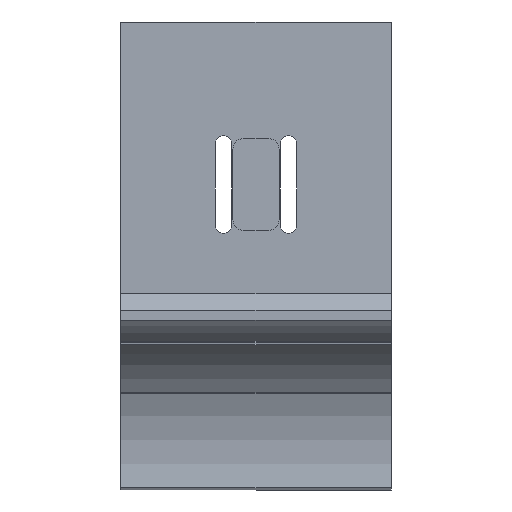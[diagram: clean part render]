
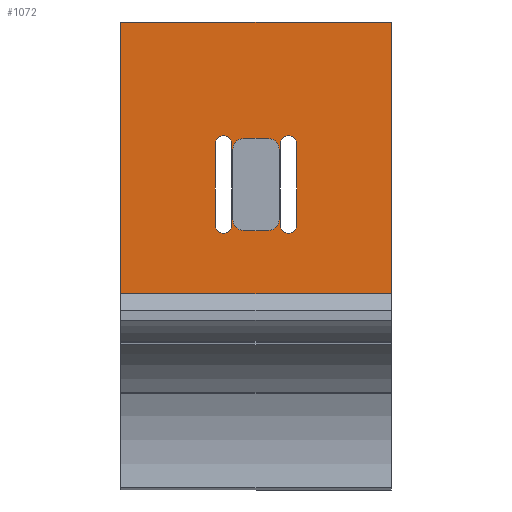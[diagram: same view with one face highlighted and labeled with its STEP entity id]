
A CAD part, left-side view. The second image highlights one B-rep face of the part: STEP entity #1072.
In plain terms, the highlighted planar face has unit normal (-1, 0, 0).
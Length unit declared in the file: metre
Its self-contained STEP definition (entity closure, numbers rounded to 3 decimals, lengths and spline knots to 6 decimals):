
#36=CIRCLE('',#1151,0.0015);
#37=CIRCLE('',#1152,0.0015);
#38=CIRCLE('',#1153,0.0015);
#39=CIRCLE('',#1154,0.0015);
#40=CIRCLE('',#1155,0.002);
#41=CIRCLE('',#1156,0.002);
#42=CIRCLE('',#1157,0.002);
#43=CIRCLE('',#1158,0.002);
#93=ORIENTED_EDGE('',*,*,#409,.T.);
#94=ORIENTED_EDGE('',*,*,#410,.T.);
#95=ORIENTED_EDGE('',*,*,#391,.F.);
#96=ORIENTED_EDGE('',*,*,#411,.T.);
#97=ORIENTED_EDGE('',*,*,#412,.F.);
#98=ORIENTED_EDGE('',*,*,#413,.F.);
#99=ORIENTED_EDGE('',*,*,#414,.T.);
#100=ORIENTED_EDGE('',*,*,#415,.F.);
#101=ORIENTED_EDGE('',*,*,#416,.F.);
#102=ORIENTED_EDGE('',*,*,#417,.F.);
#103=ORIENTED_EDGE('',*,*,#418,.F.);
#104=ORIENTED_EDGE('',*,*,#419,.F.);
#105=ORIENTED_EDGE('',*,*,#420,.T.);
#106=ORIENTED_EDGE('',*,*,#421,.F.);
#107=ORIENTED_EDGE('',*,*,#422,.T.);
#108=ORIENTED_EDGE('',*,*,#423,.F.);
#109=ORIENTED_EDGE('',*,*,#424,.F.);
#110=ORIENTED_EDGE('',*,*,#425,.F.);
#111=ORIENTED_EDGE('',*,*,#426,.F.);
#112=ORIENTED_EDGE('',*,*,#427,.F.);
#391=EDGE_CURVE('',#549,#550,#649,.T.);
#409=EDGE_CURVE('',#567,#568,#663,.T.);
#410=EDGE_CURVE('',#568,#550,#664,.T.);
#411=EDGE_CURVE('',#549,#567,#665,.T.);
#412=EDGE_CURVE('',#569,#570,#666,.T.);
#413=EDGE_CURVE('',#571,#569,#36,.F.);
#414=EDGE_CURVE('',#571,#572,#667,.T.);
#415=EDGE_CURVE('',#570,#572,#37,.F.);
#416=EDGE_CURVE('',#573,#574,#38,.F.);
#417=EDGE_CURVE('',#575,#573,#668,.T.);
#418=EDGE_CURVE('',#576,#575,#39,.F.);
#419=EDGE_CURVE('',#574,#576,#669,.T.);
#420=EDGE_CURVE('',#577,#578,#670,.T.);
#421=EDGE_CURVE('',#579,#578,#40,.T.);
#422=EDGE_CURVE('',#579,#580,#671,.T.);
#423=EDGE_CURVE('',#581,#580,#41,.T.);
#424=EDGE_CURVE('',#582,#581,#672,.T.);
#425=EDGE_CURVE('',#583,#582,#42,.T.);
#426=EDGE_CURVE('',#584,#583,#673,.T.);
#427=EDGE_CURVE('',#577,#584,#43,.T.);
#549=VERTEX_POINT('',#1568);
#550=VERTEX_POINT('',#1570);
#567=VERTEX_POINT('',#1606);
#568=VERTEX_POINT('',#1607);
#569=VERTEX_POINT('',#1611);
#570=VERTEX_POINT('',#1612);
#571=VERTEX_POINT('',#1614);
#572=VERTEX_POINT('',#1616);
#573=VERTEX_POINT('',#1619);
#574=VERTEX_POINT('',#1620);
#575=VERTEX_POINT('',#1622);
#576=VERTEX_POINT('',#1624);
#577=VERTEX_POINT('',#1627);
#578=VERTEX_POINT('',#1628);
#579=VERTEX_POINT('',#1630);
#580=VERTEX_POINT('',#1632);
#581=VERTEX_POINT('',#1634);
#582=VERTEX_POINT('',#1636);
#583=VERTEX_POINT('',#1638);
#584=VERTEX_POINT('',#1640);
#649=LINE('',#1569,#775);
#663=LINE('',#1605,#789);
#664=LINE('',#1608,#790);
#665=LINE('',#1609,#791);
#666=LINE('',#1610,#792);
#667=LINE('',#1615,#793);
#668=LINE('',#1621,#794);
#669=LINE('',#1625,#795);
#670=LINE('',#1626,#796);
#671=LINE('',#1631,#797);
#672=LINE('',#1635,#798);
#673=LINE('',#1639,#799);
#775=VECTOR('',#1253,1.);
#789=VECTOR('',#1277,1.);
#790=VECTOR('',#1278,1.);
#791=VECTOR('',#1279,1.);
#792=VECTOR('',#1280,1.);
#793=VECTOR('',#1283,1.);
#794=VECTOR('',#1288,1.);
#795=VECTOR('',#1291,1.);
#796=VECTOR('',#1292,1.);
#797=VECTOR('',#1295,1.);
#798=VECTOR('',#1298,1.);
#799=VECTOR('',#1301,1.);
#895=EDGE_LOOP('',(#93,#94,#95,#96));
#896=EDGE_LOOP('',(#97,#98,#99,#100));
#897=EDGE_LOOP('',(#101,#102,#103,#104));
#898=EDGE_LOOP('',(#105,#106,#107,#108,#109,#110,#111,#112));
#965=FACE_BOUND('',#895,.T.);
#966=FACE_BOUND('',#896,.T.);
#967=FACE_BOUND('',#897,.T.);
#968=FACE_BOUND('',#898,.T.);
#1031=PLANE('',#1150);
#1072=ADVANCED_FACE('',(#965,#966,#967,#968),#1031,.F.);
#1150=AXIS2_PLACEMENT_3D('',#1604,#1275,#1276);
#1151=AXIS2_PLACEMENT_3D('',#1613,#1281,#1282);
#1152=AXIS2_PLACEMENT_3D('',#1617,#1284,#1285);
#1153=AXIS2_PLACEMENT_3D('',#1618,#1286,#1287);
#1154=AXIS2_PLACEMENT_3D('',#1623,#1289,#1290);
#1155=AXIS2_PLACEMENT_3D('',#1629,#1293,#1294);
#1156=AXIS2_PLACEMENT_3D('',#1633,#1296,#1297);
#1157=AXIS2_PLACEMENT_3D('',#1637,#1299,#1300);
#1158=AXIS2_PLACEMENT_3D('',#1641,#1302,#1303);
#1253=DIRECTION('',(0.,0.,-1.));
#1275=DIRECTION('',(1.,0.,0.));
#1276=DIRECTION('',(0.,0.,-1.));
#1277=DIRECTION('',(0.,0.,-1.));
#1278=DIRECTION('',(0.,-1.,0.));
#1279=DIRECTION('',(0.,1.,0.));
#1280=DIRECTION('',(0.,0.,1.));
#1281=DIRECTION('',(1.,0.,0.));
#1282=DIRECTION('',(0.,0.,-1.));
#1283=DIRECTION('',(0.,0.,1.));
#1284=DIRECTION('',(1.,0.,0.));
#1285=DIRECTION('',(0.,0.,-1.));
#1286=DIRECTION('',(1.,0.,0.));
#1287=DIRECTION('',(0.,0.,-1.));
#1288=DIRECTION('',(0.,0.,-1.));
#1289=DIRECTION('',(1.,0.,0.));
#1290=DIRECTION('',(0.,0.,-1.));
#1291=DIRECTION('',(0.,0.,1.));
#1292=DIRECTION('',(0.,0.,-1.));
#1293=DIRECTION('',(-1.,0.,0.));
#1294=DIRECTION('',(0.,0.,1.));
#1295=DIRECTION('',(0.,1.,0.));
#1296=DIRECTION('',(-1.,0.,0.));
#1297=DIRECTION('',(0.,0.,1.));
#1298=DIRECTION('',(0.,0.,-1.));
#1299=DIRECTION('',(-1.,0.,0.));
#1300=DIRECTION('',(0.,0.,1.));
#1301=DIRECTION('',(0.,1.,0.));
#1302=DIRECTION('',(-1.,0.,0.));
#1303=DIRECTION('',(0.,0.,1.));
#1568=CARTESIAN_POINT('',(0.0255,-0.025,0.08));
#1569=CARTESIAN_POINT('',(0.0255,-0.025,0.053405));
#1570=CARTESIAN_POINT('',(0.0255,-0.025,0.02981));
#1604=CARTESIAN_POINT('',(0.0255,-0.025,0.053405));
#1605=CARTESIAN_POINT('',(0.0255,0.025,0.053405));
#1606=CARTESIAN_POINT('',(0.0255,0.025,0.08));
#1607=CARTESIAN_POINT('',(0.0255,0.025,0.02981));
#1608=CARTESIAN_POINT('',(0.0255,-0.025,0.02981));
#1609=CARTESIAN_POINT('',(0.0255,-0.025,0.08));
#1610=CARTESIAN_POINT('',(0.0255,0.00451,0.05601));
#1611=CARTESIAN_POINT('',(0.0255,0.00451,0.04249));
#1612=CARTESIAN_POINT('',(0.0255,0.00451,0.05751));
#1613=CARTESIAN_POINT('',(0.0255,0.00601,0.04249));
#1614=CARTESIAN_POINT('',(0.0255,0.00751,0.04249));
#1615=CARTESIAN_POINT('',(0.0255,0.00751,0.05601));
#1616=CARTESIAN_POINT('',(0.0255,0.00751,0.05751));
#1617=CARTESIAN_POINT('',(0.0255,0.00601,0.05751));
#1618=CARTESIAN_POINT('',(0.0255,-0.00601,0.04249));
#1619=CARTESIAN_POINT('',(0.0255,-0.00451,0.04249));
#1620=CARTESIAN_POINT('',(0.0255,-0.00751,0.04249));
#1621=CARTESIAN_POINT('',(0.0255,-0.00451,0.05601));
#1622=CARTESIAN_POINT('',(0.0255,-0.00451,0.05751));
#1623=CARTESIAN_POINT('',(0.0255,-0.00601,0.05751));
#1624=CARTESIAN_POINT('',(0.0255,-0.00751,0.05751));
#1625=CARTESIAN_POINT('',(0.0255,-0.00751,0.05601));
#1626=CARTESIAN_POINT('',(0.0255,-0.00425,0.05));
#1627=CARTESIAN_POINT('',(0.0255,-0.00425,0.0565));
#1628=CARTESIAN_POINT('',(0.0255,-0.00425,0.0435));
#1629=CARTESIAN_POINT('',(0.0255,-0.00225,0.0435));
#1630=CARTESIAN_POINT('',(0.0255,-0.00225,0.0415));
#1631=CARTESIAN_POINT('',(0.0255,0.,0.0415));
#1632=CARTESIAN_POINT('',(0.0255,0.00225,0.0415));
#1633=CARTESIAN_POINT('',(0.0255,0.00225,0.0435));
#1634=CARTESIAN_POINT('',(0.0255,0.00425,0.0435));
#1635=CARTESIAN_POINT('',(0.0255,0.00425,0.05));
#1636=CARTESIAN_POINT('',(0.0255,0.00425,0.0565));
#1637=CARTESIAN_POINT('',(0.0255,0.00225,0.0565));
#1638=CARTESIAN_POINT('',(0.0255,0.00225,0.0585));
#1639=CARTESIAN_POINT('',(0.0255,0.,0.0585));
#1640=CARTESIAN_POINT('',(0.0255,-0.00225,0.0585));
#1641=CARTESIAN_POINT('',(0.0255,-0.00225,0.0565));
